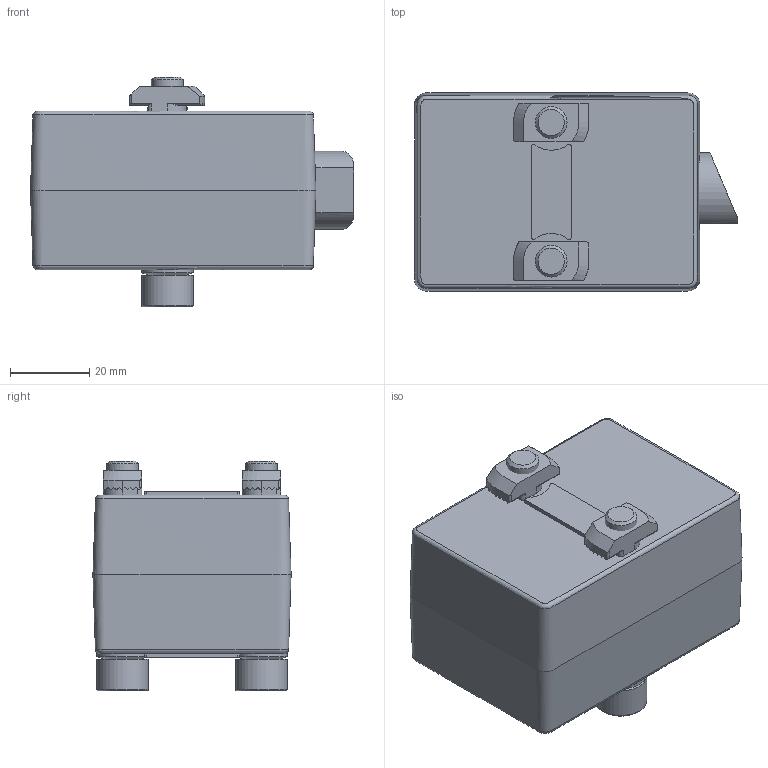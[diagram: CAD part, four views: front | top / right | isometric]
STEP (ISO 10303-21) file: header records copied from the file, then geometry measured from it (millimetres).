
FILE_DESCRIPTION(('FreeCAD Model'),'2;1');
FILE_NAME('Open CASCADE Shape Model','2024-03-20T10:06:40',(''),(''), 'Open CASCADE STEP processor 7.6','FreeCAD','Unknown');
FILE_SCHEMA(('AUTOMOTIVE_DESIGN { 1 0 10303 214 1 1 1 1 }'));
Length unit declared in the file: millimetre
Products named in the file (6): STI8-BLI; 093100Ebb; 093100Eh; 093100Ehs; 093100Ew; 096H10813S02
Assembly tree (8 placements, depth 2):
  STI8-BLI
    093100Ebb
    093100Eh
    093100Ehs  x2
    093100Ew  x2
    096H10813S02  x2
Bounding box: 81.51 x 50.01 x 58 mm (x, y, z)
Volume: 143154.5 mm3; surface area: 29951.2 mm2
Topology: 8 solids, 8 shells, 238 faces, 650 edges, 426 vertices
Faces by surface type: plane 178, cylinder 42, bspline 8, cone 6, torus 4
Full cylindrical faces by diameter (mm): 6.647 x2, 8 x2, 8.4 x2, 8.65 x2, 13 x4, 19.7 x1, 20 x1
Entity records: 16606 total; most frequent: CARTESIAN_POINT 9102, DIRECTION 1395, ORIENTED_EDGE 728, PCURVE 728, DEFINITIONAL_REPRESENTATION 728, LINE 713, VECTOR 713, EDGE_CURVE 364
